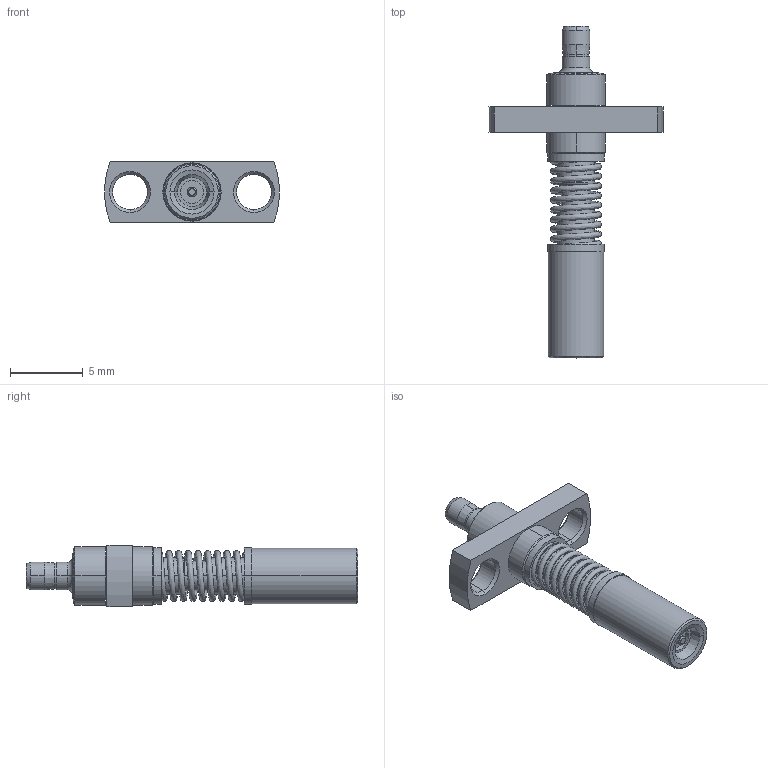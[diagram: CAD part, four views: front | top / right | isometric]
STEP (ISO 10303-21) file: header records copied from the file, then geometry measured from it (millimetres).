
FILE_DESCRIPTION(('Creo Elements/Direct Modeling STEP Export'),'2;1');
FILE_NAME('U.FLP-ML51.J-PA(F)-ST.stp','2018-02-07T12:56:17',(''),(''),'Creo Elements/Direct Modeling STEP processor for AP214 (Solid Model)','Creo Elements/Direct Modeling 19.0F 14-Feb-2017 (C) Parametric Technology GmbH','');
FILE_SCHEMA(('AUTOMOTIVE_DESIGN { 1 0 10303 214 1 1 1 1 }'));
Length unit declared in the file: millimetre
Products named in the file (2): U.FLP-ML51.J-PA(F)-ST
Assembly tree (1 placements, depth 2):
  U.FLP-ML51.J-PA(F)-ST
    U.FLP-ML51.J-PA(F)-ST
Bounding box: 11.97 x 22.77 x 4.2 mm (x, y, z)
Volume: 250.3 mm3; surface area: 510.3 mm2
Topology: 1 solids, 1 shells, 111 faces, 279 edges, 188 vertices
Faces by surface type: cylinder 46, cone 31, plane 22, torus 10, bspline 2
Entity records: 10096 total; most frequent: CARTESIAN_POINT 6765, ORIENTED_EDGE 554, DIRECTION 460, EDGE_CURVE 277, AXIS2_PLACEMENT_3D 189, VERTEX_POINT 188, EDGE_LOOP 137, FACE_OUTER_BOUND 111
